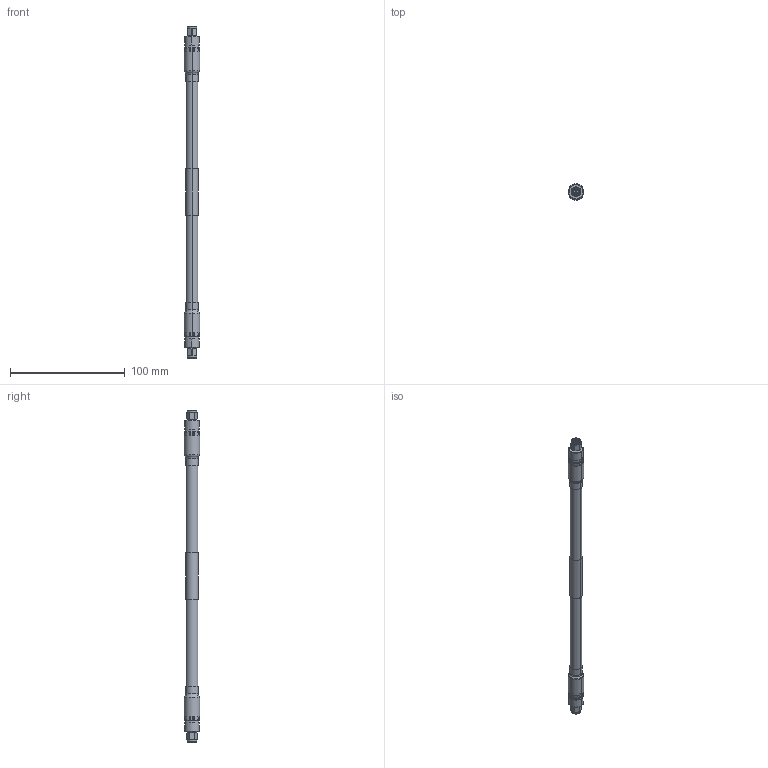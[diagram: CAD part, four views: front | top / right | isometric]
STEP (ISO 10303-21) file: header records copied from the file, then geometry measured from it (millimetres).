
FILE_DESCRIPTION (( 'STEP AP214' ), '1' );
FILE_NAME ('FMCA1098_3D.step', '2023-05-10T07:49:38', ( '' ), ( '' ), 'SwSTEP 2.0', 'SolidWorks 2022', '' );
FILE_SCHEMA (( 'AUTOMOTIVE_DESIGN' ));
Length unit declared in the file: inch
Products named in the file (8): TC-400-SM-X_ferrule; TC-400-SM-X_c-contact; TC-400-SM-X; FMCA1098_3D; TC-400-SM-X_body; HeatShrink_EZ-400-UM-X; LMR-400-DB-FM_WITH LABEL; TC-400-SM-X_insulator
Assembly tree (9 placements, depth 3):
  FMCA1098_3D
    TC-400-SM-X  x2
      TC-400-SM-X_body
      TC-400-SM-X_c-contact
      TC-400-SM-X_insulator
      TC-400-SM-X_ferrule
    HeatShrink_EZ-400-UM-X  x2
    LMR-400-DB-FM_WITH LABEL
Bounding box: 13.75 x 13.75 x 288.94 mm (x, y, z)
Volume: 31921.2 mm3; surface area: 16836.9 mm2
Topology: 11 solids, 11 shells, 332 faces, 680 edges, 400 vertices
Faces by surface type: cylinder 136, cone 116, plane 64, torus 12, sphere 4
Entity records: 4985 total; most frequent: DIRECTION 903, CARTESIAN_POINT 845, ORIENTED_EDGE 694, AXIS2_PLACEMENT_3D 384, EDGE_CURVE 347, VERTEX_POINT 206, CIRCLE 200, EDGE_LOOP 193
